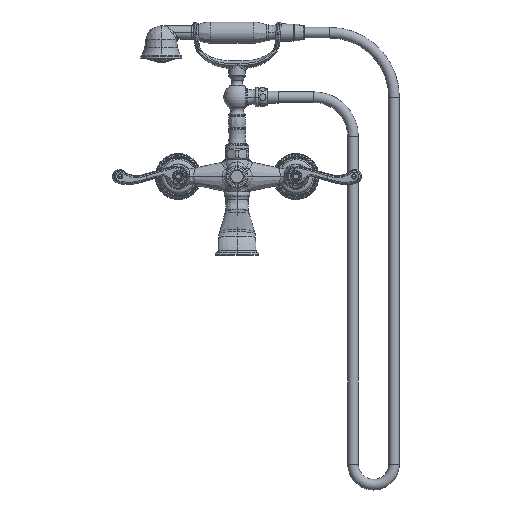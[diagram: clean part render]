
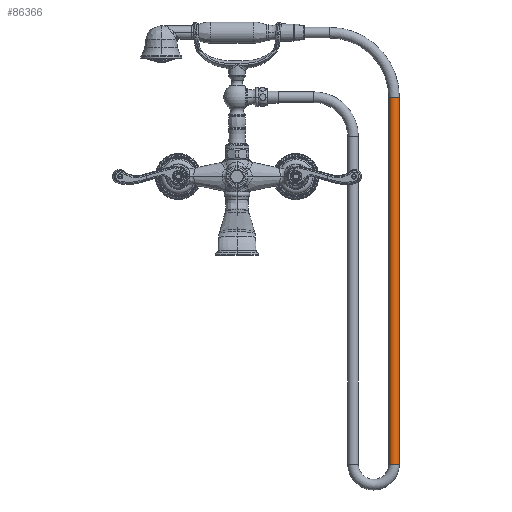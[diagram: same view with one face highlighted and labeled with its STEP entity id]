
A CAD part, top view. The second image highlights one B-rep face of the part: STEP entity #86366.
In plain terms, the highlighted cylindrical face has radius 6.858 mm (diameter 13.716 mm), a partial arc.
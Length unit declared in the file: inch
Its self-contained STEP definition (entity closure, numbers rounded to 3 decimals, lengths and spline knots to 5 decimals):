
#26790=DIRECTION('',(0.,-1.,0.));
#26791=VECTOR('',#26790,18.713);
#26792=CARTESIAN_POINT('',(7.73343,4.04827,0.));
#26793=LINE('',#26792,#26791);
#26794=CARTESIAN_POINT('',(8.00343,4.04827,0.));
#26795=DIRECTION('',(0.,-1.,0.));
#26796=DIRECTION('',(1.,0.,0.));
#26797=AXIS2_PLACEMENT_3D('',#26794,#26795,#26796);
#26799=DIRECTION('',(0.,-1.,0.));
#26800=VECTOR('',#26799,18.713);
#26801=CARTESIAN_POINT('',(8.27343,4.04827,0.));
#26802=LINE('',#26801,#26800);
#26803=CARTESIAN_POINT('',(8.00343,-14.66473,0.));
#26804=DIRECTION('',(0.,-1.,0.));
#26805=DIRECTION('',(1.,0.,0.));
#26806=AXIS2_PLACEMENT_3D('',#26803,#26804,#26805);
#29022=CARTESIAN_POINT('',(7.73343,4.04827,0.));
#29023=CARTESIAN_POINT('',(8.27343,4.04827,0.));
#29024=VERTEX_POINT('',#29022);
#29025=VERTEX_POINT('',#29023);
#29026=CARTESIAN_POINT('',(7.73343,-14.66473,0.));
#29027=VERTEX_POINT('',#29026);
#29028=CARTESIAN_POINT('',(8.27343,-14.66473,0.));
#29029=VERTEX_POINT('',#29028);
#86354=CARTESIAN_POINT('',(8.00343,4.04827,0.));
#86355=DIRECTION('',(0.,-1.,0.));
#86356=DIRECTION('',(-1.,0.,0.));
#86357=AXIS2_PLACEMENT_3D('',#86354,#86355,#86356);
#86358=CYLINDRICAL_SURFACE('',#86357,0.27);
#86359=ORIENTED_EDGE('',*,*,#86319,.F.);
#86360=ORIENTED_EDGE('',*,*,#86349,.T.);
#86362=ORIENTED_EDGE('',*,*,#86361,.T.);
#86363=ORIENTED_EDGE('',*,*,#86345,.F.);
#86364=EDGE_LOOP('',(#86359,#86360,#86362,#86363));
#86365=FACE_OUTER_BOUND('',#86364,.F.);
#86366=ADVANCED_FACE('',(#86365),#86358,.T.);
#26798=CIRCLE('',#26797,0.27);
#26807=CIRCLE('',#26806,0.27);
#86319=EDGE_CURVE('',#29025,#29024,#26798,.T.);
#86345=EDGE_CURVE('',#29024,#29027,#26793,.T.);
#86349=EDGE_CURVE('',#29025,#29029,#26802,.T.);
#86361=EDGE_CURVE('',#29029,#29027,#26807,.T.);
